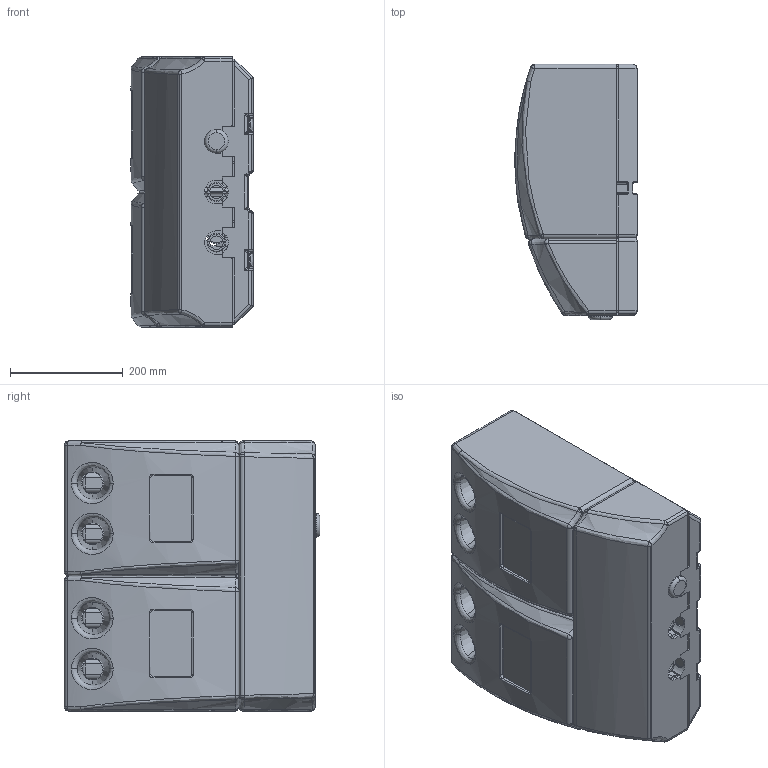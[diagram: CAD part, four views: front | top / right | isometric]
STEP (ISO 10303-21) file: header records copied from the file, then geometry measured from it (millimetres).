
FILE_DESCRIPTION (( 'STEP AP203' ), '1' );
FILE_NAME ('VB20-2 Gruppo.STEP', '2022-12-13T07:52:28', ( '' ), ( '' ), 'SwSTEP 2.0', 'SolidWorks 2021', '' );
FILE_SCHEMA (( 'CONFIG_CONTROL_DESIGN' ));
Length unit declared in the file: millimetre
Products named in the file (1): VB20-2 Gruppo
Bounding box: 216.83 x 453.5 x 480 mm (x, y, z)
Surface area: 1036110.8 mm2 (no closed solid volume)
Topology: 0 solids, 31 shells, 1169 faces, 3871 edges, 2622 vertices
Faces by surface type: cylinder 466, bspline 315, plane 312, cone 38, torus 26, sphere 12
Entity records: 70434 total; most frequent: CARTESIAN_POINT 40610, ORIENTED_EDGE 6242, DIRECTION 5319, EDGE_CURVE 3786, VERTEX_POINT 2622, LINE 1851, VECTOR 1851, AXIS2_PLACEMENT_3D 1734
